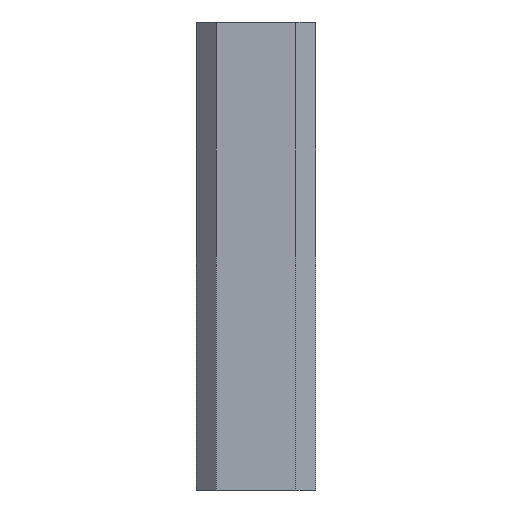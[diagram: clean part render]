
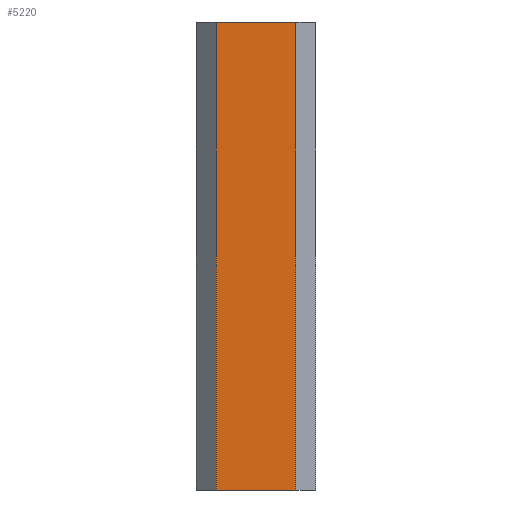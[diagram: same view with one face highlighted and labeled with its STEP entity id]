
A CAD part, front view. The second image highlights one B-rep face of the part: STEP entity #5220.
In plain terms, the highlighted planar face has unit normal (0, -1, 0).
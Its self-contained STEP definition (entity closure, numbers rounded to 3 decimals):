
#68 = LINE ( 'NONE', #7147, #4547 ) ;
#115 = DIRECTION ( 'NONE',  ( 0., 0., 1. ) ) ;
#155 = VECTOR ( 'NONE', #115, 1000. ) ;
#158 = ORIENTED_EDGE ( 'NONE', *, *, #5184, .T. ) ;
#188 = CARTESIAN_POINT ( 'NONE',  ( 10., 0., 47. ) ) ;
#206 = ORIENTED_EDGE ( 'NONE', *, *, #4026, .T. ) ;
#745 = EDGE_LOOP ( 'NONE', ( #206, #158, #5401, #6111 ) ) ;
#749 = DIRECTION ( 'NONE',  ( 0., 1., 0. ) ) ;
#1133 = AXIS2_PLACEMENT_3D ( 'NONE', #3675, #749, #4844 ) ;
#1342 = VECTOR ( 'NONE', #1888, 1000. ) ;
#1377 = DIRECTION ( 'NONE',  ( 1., 0., 0. ) ) ;
#1736 = LINE ( 'NONE', #5924, #155 ) ;
#1888 = DIRECTION ( 'NONE',  ( 1., 0., 0. ) ) ;
#2163 = CARTESIAN_POINT ( 'NONE',  ( 2., 0., 0. ) ) ;
#2796 = VERTEX_POINT ( 'NONE', #7479 ) ;
#2970 = EDGE_CURVE ( 'NONE', #4996, #5578, #7323, .T. ) ;
#3184 = CARTESIAN_POINT ( 'NONE',  ( 2., 0., 47. ) ) ;
#3484 = VERTEX_POINT ( 'NONE', #2163 ) ;
#3675 = CARTESIAN_POINT ( 'NONE',  ( 12., 0., 47. ) ) ;
#3863 = VECTOR ( 'NONE', #6065, 1000. ) ;
#4026 = EDGE_CURVE ( 'NONE', #3484, #2796, #68, .T. ) ;
#4547 = VECTOR ( 'NONE', #1377, 1000. ) ;
#4844 = DIRECTION ( 'NONE',  ( -1., 0., 0. ) ) ;
#4996 = VERTEX_POINT ( 'NONE', #7522 ) ;
#5184 = EDGE_CURVE ( 'NONE', #2796, #5578, #1736, .T. ) ;
#5220 = ADVANCED_FACE ( 'NONE', ( #7339 ), #7127, .F. ) ;
#5401 = ORIENTED_EDGE ( 'NONE', *, *, #2970, .F. ) ;
#5578 = VERTEX_POINT ( 'NONE', #188 ) ;
#5924 = CARTESIAN_POINT ( 'NONE',  ( 10., 0., 47. ) ) ;
#5930 = CARTESIAN_POINT ( 'NONE',  ( 12., 0., 47. ) ) ;
#6065 = DIRECTION ( 'NONE',  ( 0., 0., -1. ) ) ;
#6111 = ORIENTED_EDGE ( 'NONE', *, *, #6686, .T. ) ;
#6686 = EDGE_CURVE ( 'NONE', #4996, #3484, #7118, .T. ) ;
#7118 = LINE ( 'NONE', #3184, #3863 ) ;
#7127 = PLANE ( 'NONE',  #1133 ) ;
#7147 = CARTESIAN_POINT ( 'NONE',  ( 12., 0., 0. ) ) ;
#7323 = LINE ( 'NONE', #5930, #1342 ) ;
#7339 = FACE_OUTER_BOUND ( 'NONE', #745, .T. ) ;
#7479 = CARTESIAN_POINT ( 'NONE',  ( 10., 0., 0. ) ) ;
#7522 = CARTESIAN_POINT ( 'NONE',  ( 2., 0., 47. ) ) ;
